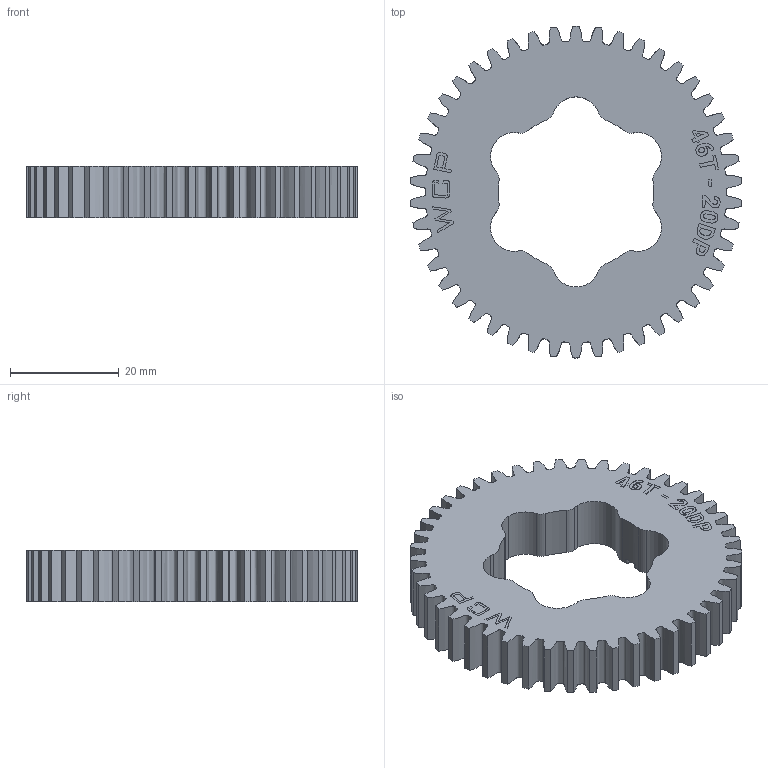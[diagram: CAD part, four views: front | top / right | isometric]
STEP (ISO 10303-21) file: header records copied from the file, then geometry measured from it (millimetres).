
FILE_DESCRIPTION (( 'STEP AP214' ), '1' );
FILE_NAME ('WCP-1088 Rev1.step', '2024-01-18T01:26:19', ( '' ), ( '' ), 'SwSTEP 2.0', 'SolidWorks 2022', '' );
FILE_SCHEMA (( 'AUTOMOTIVE_DESIGN' ));
Length unit declared in the file: inch
Products named in the file (1): WCP-1088 Rev1
Bounding box: 60.88 x 60.96 x 9.53 mm (x, y, z)
Volume: 12441 mm3; surface area: 10119.8 mm2
Topology: 1 solids, 1 shells, 290 faces, 806 edges, 536 vertices
Faces by surface type: plane 117, bspline 86, cylinder 83, torus 4
Entity records: 25568 total; most frequent: CARTESIAN_POINT 18503, ORIENTED_EDGE 1612, DIRECTION 1222, EDGE_CURVE 806, VERTEX_POINT 536, LINE 456, VECTOR 456, AXIS2_PLACEMENT_3D 383
